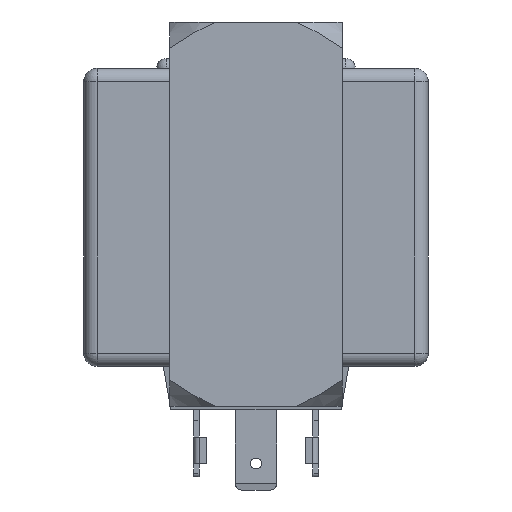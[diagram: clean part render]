
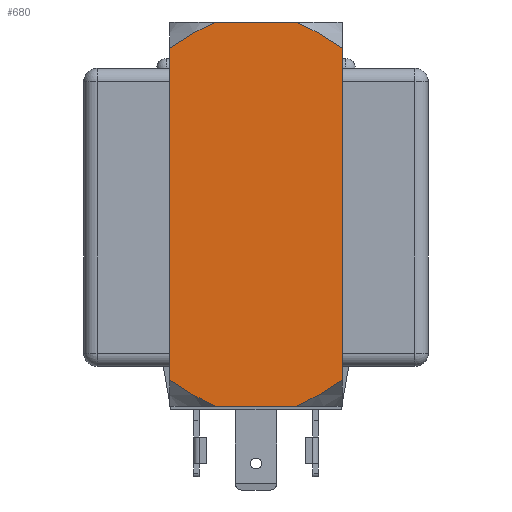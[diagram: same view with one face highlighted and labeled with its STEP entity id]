
A CAD part, front view. The second image highlights one B-rep face of the part: STEP entity #680.
In plain terms, the highlighted planar face has unit normal (0, 1, 0).
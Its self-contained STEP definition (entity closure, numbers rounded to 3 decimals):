
#196=CARTESIAN_POINT('',(-6.158,-13.,29.));
#197=CARTESIAN_POINT('',(-6.833,-13.,28.711));
#198=CARTESIAN_POINT('',(-8.24,-13.,28.03));
#199=CARTESIAN_POINT('',(-10.486,-13.,26.716));
#200=CARTESIAN_POINT('',(-12.14,-13.,25.608));
#201=CARTESIAN_POINT('',(-13.,-13.,25.));
#206=DIRECTION('',(0.,0.,-1.));
#207=VECTOR('',#206,50.);
#208=CARTESIAN_POINT('',(-13.,-13.,25.));
#209=LINE('',#208,#207);
#213=DIRECTION('',(1.,0.,0.));
#214=VECTOR('',#213,12.316);
#215=CARTESIAN_POINT('',(-6.158,-13.,-29.));
#216=LINE('',#215,#214);
#220=DIRECTION('',(0.,0.,1.));
#221=VECTOR('',#220,50.);
#222=CARTESIAN_POINT('',(13.,-13.,-25.));
#223=LINE('',#222,#221);
#227=DIRECTION('',(-1.,0.,0.));
#228=VECTOR('',#227,12.316);
#229=CARTESIAN_POINT('',(6.158,-13.,29.));
#230=LINE('',#229,#228);
#234=CARTESIAN_POINT('',(-13.,-13.,-25.));
#235=CARTESIAN_POINT('',(-12.138,-13.,-25.609));
#236=CARTESIAN_POINT('',(-10.483,-13.,-26.718));
#237=CARTESIAN_POINT('',(-8.237,-13.,-28.032));
#238=CARTESIAN_POINT('',(-6.832,-13.,-28.712));
#239=CARTESIAN_POINT('',(-6.158,-13.,-29.));
#249=CARTESIAN_POINT('',(-13.,-13.,-25.));
#254=CARTESIAN_POINT('',(6.158,-13.,-29.));
#255=CARTESIAN_POINT('',(6.833,-13.,-28.711));
#256=CARTESIAN_POINT('',(8.24,-13.,-28.03));
#257=CARTESIAN_POINT('',(10.486,-13.,-26.716));
#258=CARTESIAN_POINT('',(12.14,-13.,-25.608));
#259=CARTESIAN_POINT('',(13.,-13.,-25.));
#279=CARTESIAN_POINT('',(13.,-13.,25.));
#301=CARTESIAN_POINT('',(13.,-13.,25.));
#302=CARTESIAN_POINT('',(12.138,-13.,25.609));
#303=CARTESIAN_POINT('',(10.483,-13.,26.718));
#304=CARTESIAN_POINT('',(8.237,-13.,28.032));
#305=CARTESIAN_POINT('',(6.832,-13.,28.712));
#306=CARTESIAN_POINT('',(6.158,-13.,29.));
#492=CARTESIAN_POINT('',(6.158,-13.,-29.));
#493=VERTEX_POINT('',#492);
#494=CARTESIAN_POINT('',(-6.158,-13.,-29.));
#495=VERTEX_POINT('',#494);
#512=VERTEX_POINT('',#249);
#513=VERTEX_POINT('',#259);
#515=VERTEX_POINT('',#279);
#525=CARTESIAN_POINT('',(-6.158,-13.,29.));
#527=VERTEX_POINT('',#525);
#528=VERTEX_POINT('',#201);
#529=CARTESIAN_POINT('',(6.158,-13.,29.));
#530=VERTEX_POINT('',#529);
#661=CARTESIAN_POINT('',(0.,-13.,0.));
#662=DIRECTION('',(0.,1.,0.));
#663=DIRECTION('',(1.,0.,0.));
#664=AXIS2_PLACEMENT_3D('',#661,#662,#663);
#665=PLANE('',#664);
#666=ORIENTED_EDGE('',*,*,#656,.T.);
#667=ORIENTED_EDGE('',*,*,#599,.T.);
#669=ORIENTED_EDGE('',*,*,#668,.T.);
#670=ORIENTED_EDGE('',*,*,#558,.T.);
#672=ORIENTED_EDGE('',*,*,#671,.T.);
#674=ORIENTED_EDGE('',*,*,#673,.T.);
#676=ORIENTED_EDGE('',*,*,#675,.T.);
#677=ORIENTED_EDGE('',*,*,#630,.T.);
#678=EDGE_LOOP('',(#666,#667,#669,#670,#672,#674,#676,#677));
#679=FACE_OUTER_BOUND('',#678,.F.);
#680=ADVANCED_FACE('',(#679),#665,.T.);
#202=B_SPLINE_CURVE_WITH_KNOTS('',3,(#196,#197,#198,#199,#200,#201),
.UNSPECIFIED.,.F.,.F.,(4,1,1,4),(0.,0.333,0.667,1.),
.UNSPECIFIED.);
#240=B_SPLINE_CURVE_WITH_KNOTS('',3,(#234,#235,#236,#237,#238,#239),
.UNSPECIFIED.,.F.,.F.,(4,1,1,4),(0.,0.333,0.667,1.),
.UNSPECIFIED.);
#260=B_SPLINE_CURVE_WITH_KNOTS('',3,(#254,#255,#256,#257,#258,#259),
.UNSPECIFIED.,.F.,.F.,(4,1,1,4),(0.,0.333,0.667,1.),
.UNSPECIFIED.);
#307=B_SPLINE_CURVE_WITH_KNOTS('',3,(#301,#302,#303,#304,#305,#306),
.UNSPECIFIED.,.F.,.F.,(4,1,1,4),(0.,0.333,0.667,1.),
.UNSPECIFIED.);
#558=EDGE_CURVE('',#495,#493,#216,.T.);
#599=EDGE_CURVE('',#528,#512,#209,.T.);
#630=EDGE_CURVE('',#530,#527,#230,.T.);
#656=EDGE_CURVE('',#527,#528,#202,.T.);
#668=EDGE_CURVE('',#512,#495,#240,.T.);
#671=EDGE_CURVE('',#493,#513,#260,.T.);
#673=EDGE_CURVE('',#513,#515,#223,.T.);
#675=EDGE_CURVE('',#515,#530,#307,.T.);
